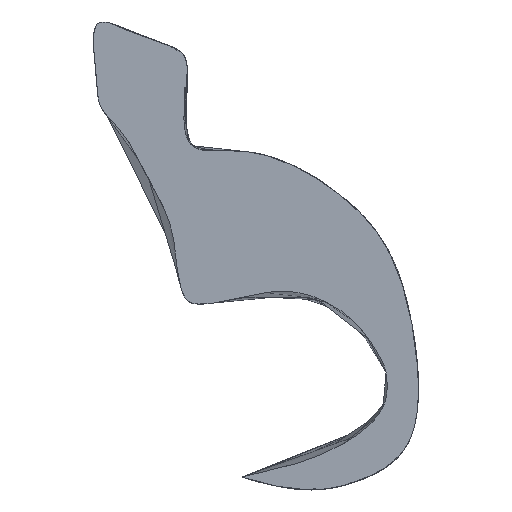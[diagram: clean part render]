
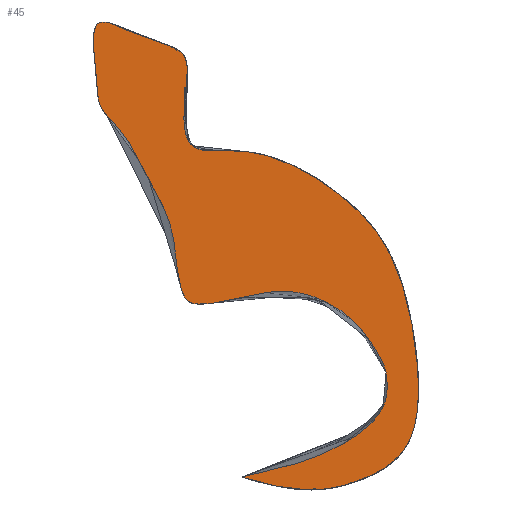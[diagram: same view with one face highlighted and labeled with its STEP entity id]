
A CAD part, left-side view. The second image highlights one B-rep face of the part: STEP entity #45.
In plain terms, the highlighted planar face has unit normal (-1, 0, 0).
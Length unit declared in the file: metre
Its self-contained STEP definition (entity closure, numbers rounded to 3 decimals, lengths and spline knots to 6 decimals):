
#21=PLANE('',#66);
#25=ORIENTED_EDGE('',*,*,#27,.T.);
#27=EDGE_CURVE('',#29,#29,#31,.T.);
#29=VERTEX_POINT('',#227);
#31=B_SPLINE_CURVE_WITH_KNOTS('',3,(#189,#190,#191,#192,#193,#194,#195,
#196,#197,#198,#199,#200,#201,#202,#203,#204,#205,#206,#207,#208,#209,#210,
#211,#212,#213,#214,#215,#216,#217,#218,#219,#220,#221,#222,#223,#224,#225,
#226),.UNSPECIFIED.,.T.,.F.,(4,1,1,1,1,1,1,3,1,1,1,1,1,1,1,1,1,1,1,1,1,
1,1,1,1,1,1,1,1,1,1,1,1,4),(0.833498,0.857593,0.885046,
0.917185,0.948231,0.977995,0.98418,
1.,1.033819,1.0678,1.105499,1.157966,1.206419,
1.259797,1.295994,1.328676,1.359057,1.390322,
1.422008,1.455567,1.481987,1.507429,1.542352,
1.577078,1.606612,1.632093,1.648004,1.672458,
1.700298,1.727127,1.752532,1.782999,1.814388,
1.833498),.UNSPECIFIED.);
#35=EDGE_LOOP('',(#25));
#39=FACE_BOUND('',#35,.T.);
#45=ADVANCED_FACE('',(#39),#21,.F.);
#66=AXIS2_PLACEMENT_3D('',#229,#71,#72);
#71=DIRECTION('',(1.,0.,0.));
#72=DIRECTION('',(0.,1.,0.));
#189=CARTESIAN_POINT('',(0.,-0.044588,-0.006817));
#190=CARTESIAN_POINT('',(0.,-0.04461,-0.006932));
#191=CARTESIAN_POINT('',(0.,-0.044635,-0.007273));
#192=CARTESIAN_POINT('',(0.,-0.044297,-0.007729));
#193=CARTESIAN_POINT('',(0.,-0.043623,-0.008104));
#194=CARTESIAN_POINT('',(0.,-0.04304,-0.008299));
#195=CARTESIAN_POINT('',(0.,-0.042376,-0.008445));
#196=CARTESIAN_POINT('',(0.,-0.042298,-0.008458));
#197=CARTESIAN_POINT('',(0.,-0.042398,-0.00849));
#198=CARTESIAN_POINT('',(0.,-0.042494,-0.008517));
#199=CARTESIAN_POINT('',(0.,-0.042701,-0.008575));
#200=CARTESIAN_POINT('',(0.,-0.043343,-0.008728));
#201=CARTESIAN_POINT('',(0.,-0.044141,-0.008569));
#202=CARTESIAN_POINT('',(0.,-0.045244,-0.008013));
#203=CARTESIAN_POINT('',(0.,-0.045035,-0.005803));
#204=CARTESIAN_POINT('',(0.,-0.044462,-0.004281));
#205=CARTESIAN_POINT('',(0.,-0.042584,-0.00312));
#206=CARTESIAN_POINT('',(0.,-0.041361,-0.003462));
#207=CARTESIAN_POINT('',(0.,-0.041394,-0.002447));
#208=CARTESIAN_POINT('',(0.,-0.041535,-0.001675));
#209=CARTESIAN_POINT('',(0.,-0.040747,-0.001584));
#210=CARTESIAN_POINT('',(0.,-0.039846,-0.001001));
#211=CARTESIAN_POINT('',(0.,-0.04004,-0.002157));
#212=CARTESIAN_POINT('',(0.,-0.040017,-0.002631));
#213=CARTESIAN_POINT('',(0.,-0.040431,-0.002969));
#214=CARTESIAN_POINT('',(0.,-0.040851,-0.003732));
#215=CARTESIAN_POINT('',(0.,-0.041242,-0.004506));
#216=CARTESIAN_POINT('',(0.,-0.041267,-0.005125));
#217=CARTESIAN_POINT('',(0.,-0.041371,-0.00562));
#218=CARTESIAN_POINT('',(0.,-0.041547,-0.005757));
#219=CARTESIAN_POINT('',(0.,-0.042008,-0.0057));
#220=CARTESIAN_POINT('',(0.,-0.042521,-0.005555));
#221=CARTESIAN_POINT('',(0.,-0.043054,-0.005503));
#222=CARTESIAN_POINT('',(0.,-0.043523,-0.005613));
#223=CARTESIAN_POINT('',(0.,-0.044101,-0.005942));
#224=CARTESIAN_POINT('',(0.,-0.044511,-0.006559));
#225=CARTESIAN_POINT('',(0.,-0.044571,-0.006726));
#226=CARTESIAN_POINT('',(0.,-0.044588,-0.006817));
#227=CARTESIAN_POINT('',(0.,-0.044588,-0.006817));
#229=CARTESIAN_POINT('',(0.,0.003229,0.003579));
